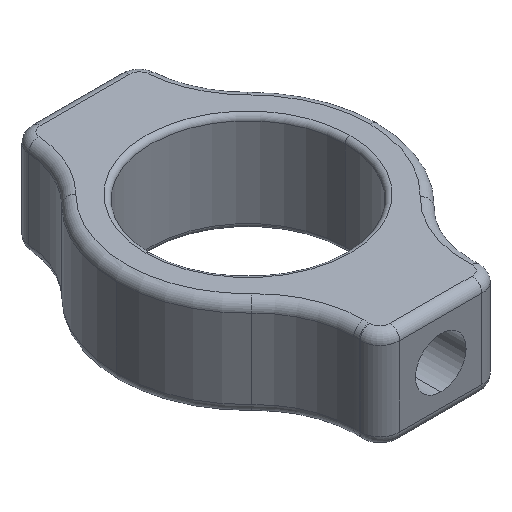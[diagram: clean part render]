
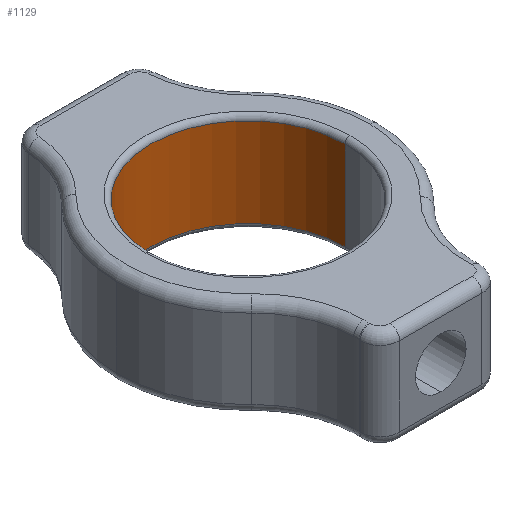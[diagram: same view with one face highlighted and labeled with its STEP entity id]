
A CAD part, isometric view. The second image highlights one B-rep face of the part: STEP entity #1129.
In plain terms, the highlighted cylindrical face has radius 9.81 mm (diameter 19.62 mm), a partial arc.
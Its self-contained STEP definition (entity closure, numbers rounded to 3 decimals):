
#44 = AXIS2_PLACEMENT_3D ( 'NONE', #1111, #955, #1104 ) ;
#55 = DIRECTION ( 'NONE',  ( 0., 0., -1. ) ) ;
#82 = DIRECTION ( 'NONE',  ( 1., 0., 0. ) ) ;
#140 = AXIS2_PLACEMENT_3D ( 'NONE', #1560, #1566, #82 ) ;
#216 = AXIS2_PLACEMENT_3D ( 'NONE', #820, #1847, #1822 ) ;
#230 = ORIENTED_EDGE ( 'NONE', *, *, #316, .T. ) ;
#316 = EDGE_CURVE ( 'NONE', #917, #1597, #1029, .T. ) ;
#323 = VECTOR ( 'NONE', #963, 1000. ) ;
#350 = EDGE_LOOP ( 'NONE', ( #1017, #1229, #230, #595 ) ) ;
#356 = CARTESIAN_POINT ( 'NONE',  ( -9.81, 0., 0.5 ) ) ;
#363 = CARTESIAN_POINT ( 'NONE',  ( 9.81, 0., 9.5 ) ) ;
#503 = CARTESIAN_POINT ( 'NONE',  ( -9.81, 0., 9.5 ) ) ;
#558 = LINE ( 'NONE', #1266, #862 ) ;
#595 = ORIENTED_EDGE ( 'NONE', *, *, #1610, .T. ) ;
#641 = CYLINDRICAL_SURFACE ( 'NONE', #216, 9.81 ) ;
#722 = CARTESIAN_POINT ( 'NONE',  ( 9.81, 0., 0.5 ) ) ;
#820 = CARTESIAN_POINT ( 'NONE',  ( 0., 0., 10. ) ) ;
#860 = CIRCLE ( 'NONE', #140, 9.81 ) ;
#862 = VECTOR ( 'NONE', #55, 1000. ) ;
#917 = VERTEX_POINT ( 'NONE', #503 ) ;
#932 = EDGE_CURVE ( 'NONE', #1066, #1793, #558, .T. ) ;
#955 = DIRECTION ( 'NONE',  ( 0., 0., 1. ) ) ;
#963 = DIRECTION ( 'NONE',  ( 0., 0., -1. ) ) ;
#1017 = ORIENTED_EDGE ( 'NONE', *, *, #932, .F. ) ;
#1029 = LINE ( 'NONE', #1826, #323 ) ;
#1066 = VERTEX_POINT ( 'NONE', #363 ) ;
#1104 = DIRECTION ( 'NONE',  ( 1., 0., 0. ) ) ;
#1111 = CARTESIAN_POINT ( 'NONE',  ( 0., 0., 9.5 ) ) ;
#1129 = ADVANCED_FACE ( 'NONE', ( #1276 ), #641, .F. ) ;
#1229 = ORIENTED_EDGE ( 'NONE', *, *, #1553, .T. ) ;
#1266 = CARTESIAN_POINT ( 'NONE',  ( 9.81, 0., 10. ) ) ;
#1276 = FACE_OUTER_BOUND ( 'NONE', #350, .T. ) ;
#1553 = EDGE_CURVE ( 'NONE', #1066, #917, #1878, .T. ) ;
#1560 = CARTESIAN_POINT ( 'NONE',  ( 0., 0., 0.5 ) ) ;
#1566 = DIRECTION ( 'NONE',  ( 0., 0., -1. ) ) ;
#1597 = VERTEX_POINT ( 'NONE', #356 ) ;
#1610 = EDGE_CURVE ( 'NONE', #1597, #1793, #860, .T. ) ;
#1793 = VERTEX_POINT ( 'NONE', #722 ) ;
#1822 = DIRECTION ( 'NONE',  ( -1., 0., 0. ) ) ;
#1826 = CARTESIAN_POINT ( 'NONE',  ( -9.81, 0., 10. ) ) ;
#1847 = DIRECTION ( 'NONE',  ( 0., 0., -1. ) ) ;
#1878 = CIRCLE ( 'NONE', #44, 9.81 ) ;
